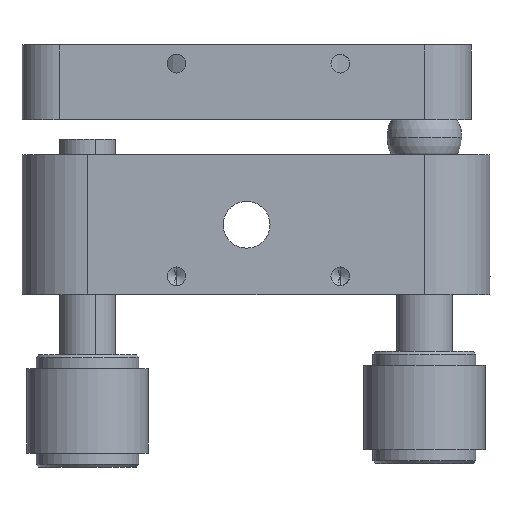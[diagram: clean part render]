
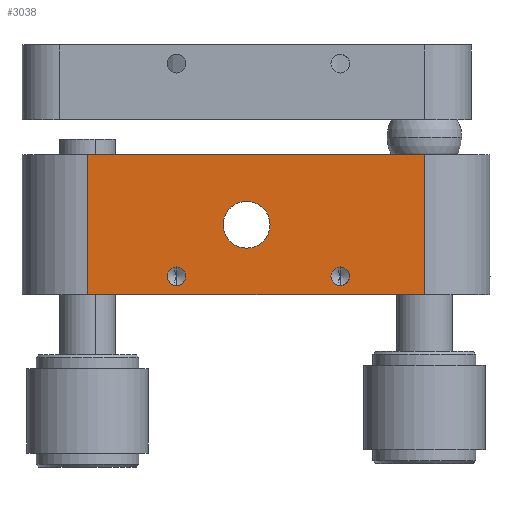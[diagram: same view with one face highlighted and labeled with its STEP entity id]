
A CAD part, front view. The second image highlights one B-rep face of the part: STEP entity #3038.
In plain terms, the highlighted planar face has unit normal (0, -1, 0).
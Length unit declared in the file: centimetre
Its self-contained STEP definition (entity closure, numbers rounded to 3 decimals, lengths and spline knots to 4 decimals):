
#586 = AXIS2_PLACEMENT_3D ( 'NONE', #7549, #7550, #7551 ) ;
#610 = AXIS2_PLACEMENT_3D ( 'NONE', #2513, #2520, #2521 ) ;
#1006 = EDGE_CURVE ( 'NONE', #4940, #4939, #1042, .T. ) ;
#1042 = CIRCLE ( 'NONE', #4162, 0.1 ) ;
#1063 = EDGE_CURVE ( 'NONE', #5816, #5817, #1190, .T. ) ;
#1086 = EDGE_CURVE ( 'NONE', #4933, #4934, #1205, .T. ) ;
#1122 = EDGE_CURVE ( 'NONE', #4939, #4940, #1209, .T. ) ;
#1124 = CIRCLE ( 'NONE', #3544, 0.25 ) ;
#1141 = CIRCLE ( 'NONE', #5255, 0.1 ) ;
#1171 = EDGE_CURVE ( 'NONE', #4930, #5939, #2758, .T. ) ;
#1190 = CIRCLE ( 'NONE', #586, 0.1 ) ;
#1205 = CIRCLE ( 'NONE', #610, 0.25 ) ;
#1209 = CIRCLE ( 'NONE', #3528, 0.1 ) ;
#1219 = EDGE_CURVE ( 'NONE', #4932, #5938, #2761, .T. ) ;
#1368 = EDGE_CURVE ( 'NONE', #4930, #4932, #2770, .T. ) ;
#1410 = EDGE_CURVE ( 'NONE', #4934, #4933, #1124, .T. ) ;
#1479 = EDGE_LOOP ( 'NONE', ( #6129, #6128 ) ) ;
#1480 = EDGE_LOOP ( 'NONE', ( #6167, #6174 ) ) ;
#1481 = EDGE_LOOP ( 'NONE', ( #6130, #6154 ) ) ;
#1482 = EDGE_LOOP ( 'NONE', ( #6155, #6156, #6166, #6159 ) ) ;
#1810 = PLANE ( 'NONE',  #5609 ) ;
#1811 = CARTESIAN_POINT ( 'NONE',  ( 0.9489, 0., 0.75 ) ) ;
#1812 = DIRECTION ( 'NONE',  ( 0., 1., 0. ) ) ;
#1813 = DIRECTION ( 'NONE',  ( 0., 0., 1. ) ) ;
#2513 = CARTESIAN_POINT ( 'NONE',  ( 0., 0., 0. ) ) ;
#2520 = DIRECTION ( 'NONE',  ( 0., 1., 0. ) ) ;
#2521 = DIRECTION ( 'NONE',  ( 0., 0., 1. ) ) ;
#2715 = CARTESIAN_POINT ( 'NONE',  ( -0.75, 0., -0.55 ) ) ;
#2716 = DIRECTION ( 'NONE',  ( 0., -1., 0. ) ) ;
#2717 = DIRECTION ( 'NONE',  ( 0., 0., -1. ) ) ;
#2758 = LINE ( 'NONE', #2759, #3537 ) ;
#2759 = CARTESIAN_POINT ( 'NONE',  ( 0.9489, 0., 0.75 ) ) ;
#2760 = DIRECTION ( 'NONE',  ( 1., 0., 0. ) ) ;
#2761 = LINE ( 'NONE', #2762, #3538 ) ;
#2762 = CARTESIAN_POINT ( 'NONE',  ( 0.9489, 0., -0.75 ) ) ;
#2763 = DIRECTION ( 'NONE',  ( 1., 0., 0. ) ) ;
#2770 = LINE ( 'NONE', #2771, #3542 ) ;
#2771 = CARTESIAN_POINT ( 'NONE',  ( -1.7, 0., 0.75 ) ) ;
#2772 = DIRECTION ( 'NONE',  ( 0., 0., -1. ) ) ;
#2778 = CARTESIAN_POINT ( 'NONE',  ( 0., 0., 0. ) ) ;
#2835 = EDGE_CURVE ( 'NONE', #5817, #5816, #1141, .T. ) ;
#2839 = EDGE_CURVE ( 'NONE', #5939, #5938, #5067, .T. ) ;
#3038 = ADVANCED_FACE ( 'NONE', ( #5605, #5611, #5613, #5615 ), #1810, .F. ) ;
#3528 = AXIS2_PLACEMENT_3D ( 'NONE', #2715, #2716, #2717 ) ;
#3537 = VECTOR ( 'NONE', #2760, 100. ) ;
#3538 = VECTOR ( 'NONE', #2763, 100. ) ;
#3542 = VECTOR ( 'NONE', #2772, 100. ) ;
#3544 = AXIS2_PLACEMENT_3D ( 'NONE', #2778, #4964, #4965 ) ;
#3897 = CARTESIAN_POINT ( 'NONE',  ( 1., 0., -0.45 ) ) ;
#3898 = CARTESIAN_POINT ( 'NONE',  ( 1., 0., -0.65 ) ) ;
#3956 = CARTESIAN_POINT ( 'NONE',  ( 1.9, 0., -0.75 ) ) ;
#3957 = CARTESIAN_POINT ( 'NONE',  ( 1.9, 0., 0.75 ) ) ;
#4162 = AXIS2_PLACEMENT_3D ( 'NONE', #7381, #7388, #7389 ) ;
#4801 = CARTESIAN_POINT ( 'NONE',  ( -1.7, 0., 0.75 ) ) ;
#4803 = CARTESIAN_POINT ( 'NONE',  ( -1.7, 0., -0.75 ) ) ;
#4804 = CARTESIAN_POINT ( 'NONE',  ( 0., 0., -0.25 ) ) ;
#4805 = CARTESIAN_POINT ( 'NONE',  ( 0., 0., 0.25 ) ) ;
#4810 = CARTESIAN_POINT ( 'NONE',  ( -0.75, 0., -0.45 ) ) ;
#4811 = CARTESIAN_POINT ( 'NONE',  ( -0.75, 0., -0.65 ) ) ;
#4930 = VERTEX_POINT ( 'NONE', #4801 ) ;
#4932 = VERTEX_POINT ( 'NONE', #4803 ) ;
#4933 = VERTEX_POINT ( 'NONE', #4804 ) ;
#4934 = VERTEX_POINT ( 'NONE', #4805 ) ;
#4939 = VERTEX_POINT ( 'NONE', #4810 ) ;
#4940 = VERTEX_POINT ( 'NONE', #4811 ) ;
#4964 = DIRECTION ( 'NONE',  ( 0., 1., 0. ) ) ;
#4965 = DIRECTION ( 'NONE',  ( 0., 0., 1. ) ) ;
#5051 = CARTESIAN_POINT ( 'NONE',  ( 1., 0., -0.55 ) ) ;
#5055 = DIRECTION ( 'NONE',  ( 0., -1., 0. ) ) ;
#5056 = DIRECTION ( 'NONE',  ( 0., 0., -1. ) ) ;
#5067 = LINE ( 'NONE', #5068, #5262 ) ;
#5068 = CARTESIAN_POINT ( 'NONE',  ( 1.9, 0., 0.75 ) ) ;
#5069 = DIRECTION ( 'NONE',  ( 0., 0., -1. ) ) ;
#5255 = AXIS2_PLACEMENT_3D ( 'NONE', #5051, #5055, #5056 ) ;
#5262 = VECTOR ( 'NONE', #5069, 100. ) ;
#5605 = FACE_BOUND ( 'NONE', #1479, .T. ) ;
#5609 = AXIS2_PLACEMENT_3D ( 'NONE', #1811, #1812, #1813 ) ;
#5611 = FACE_BOUND ( 'NONE', #1480, .T. ) ;
#5613 = FACE_BOUND ( 'NONE', #1481, .T. ) ;
#5615 = FACE_OUTER_BOUND ( 'NONE', #1482, .T. ) ;
#5816 = VERTEX_POINT ( 'NONE', #3897 ) ;
#5817 = VERTEX_POINT ( 'NONE', #3898 ) ;
#5938 = VERTEX_POINT ( 'NONE', #3956 ) ;
#5939 = VERTEX_POINT ( 'NONE', #3957 ) ;
#6128 = ORIENTED_EDGE ( 'NONE', *, *, #1086, .T. ) ;
#6129 = ORIENTED_EDGE ( 'NONE', *, *, #1410, .T. ) ;
#6130 = ORIENTED_EDGE ( 'NONE', *, *, #2835, .F. ) ;
#6154 = ORIENTED_EDGE ( 'NONE', *, *, #1063, .F. ) ;
#6155 = ORIENTED_EDGE ( 'NONE', *, *, #1219, .T. ) ;
#6156 = ORIENTED_EDGE ( 'NONE', *, *, #2839, .F. ) ;
#6159 = ORIENTED_EDGE ( 'NONE', *, *, #1368, .T. ) ;
#6166 = ORIENTED_EDGE ( 'NONE', *, *, #1171, .F. ) ;
#6167 = ORIENTED_EDGE ( 'NONE', *, *, #1006, .F. ) ;
#6174 = ORIENTED_EDGE ( 'NONE', *, *, #1122, .F. ) ;
#7381 = CARTESIAN_POINT ( 'NONE',  ( -0.75, 0., -0.55 ) ) ;
#7388 = DIRECTION ( 'NONE',  ( 0., -1., 0. ) ) ;
#7389 = DIRECTION ( 'NONE',  ( 0., 0., -1. ) ) ;
#7549 = CARTESIAN_POINT ( 'NONE',  ( 1., 0., -0.55 ) ) ;
#7550 = DIRECTION ( 'NONE',  ( 0., -1., 0. ) ) ;
#7551 = DIRECTION ( 'NONE',  ( 0., 0., -1. ) ) ;
